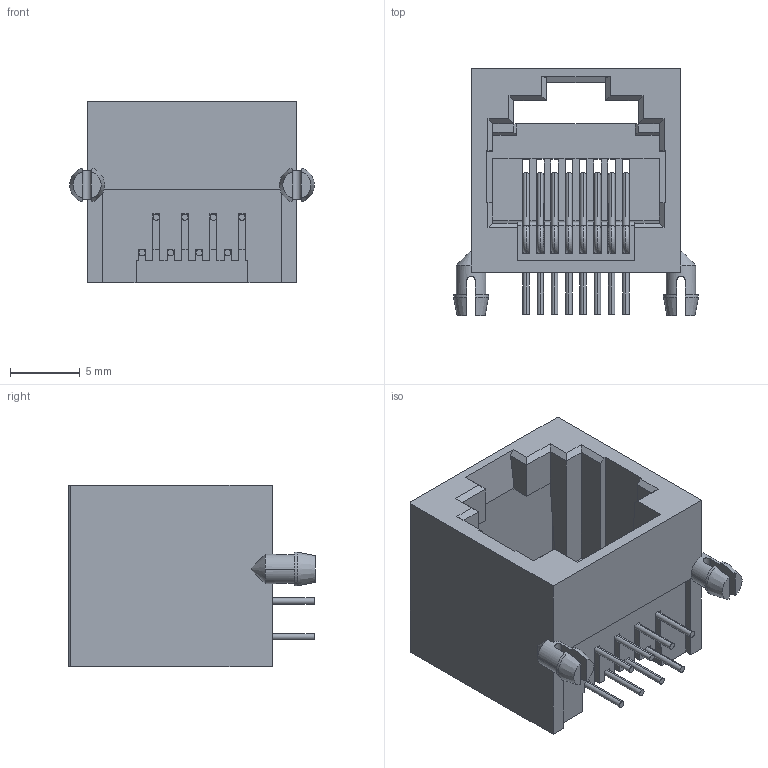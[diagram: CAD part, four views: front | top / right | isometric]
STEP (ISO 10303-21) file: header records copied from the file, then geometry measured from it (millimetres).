
FILE_DESCRIPTION((''),'2;1');
FILE_NAME('FRJ45017-1106G1K0200','2024-05-15T',('工程三'),(''),'PRO/ENGINEER BY PARAMETRIC TECHNOLOGY CORPORATION, 2010280','PRO/ENGINEER BY PARAMETRIC TECHNOLOGY CORPORATION, 2010280','');
FILE_SCHEMA(('CONFIG_CONTROL_DESIGN'));
Length unit declared in the file: millimetre
Products named in the file (1): FRJ45017-1106G1K0200
Bounding box: 17.5 x 17.65 x 13 mm (x, y, z)
Volume: 1172.9 mm3; surface area: 2602.7 mm2
Topology: 1 solids, 1 shells, 338 faces, 912 edges, 582 vertices
Faces by surface type: plane 227, cylinder 69, torus 36, cone 6
Entity records: 10904 total; most frequent: CARTESIAN_POINT 2314, ORIENTED_EDGE 1824, DIRECTION 1716, EDGE_CURVE 912, VECTOR 680, LINE 680, VERTEX_POINT 582, AXIS2_PLACEMENT_3D 518
